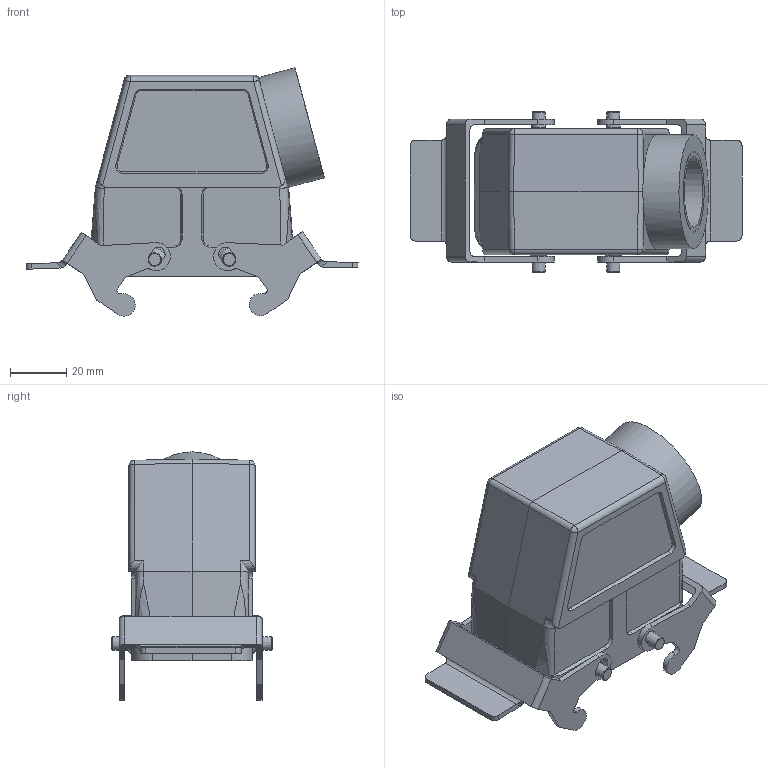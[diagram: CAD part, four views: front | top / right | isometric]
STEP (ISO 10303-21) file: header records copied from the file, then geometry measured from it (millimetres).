
FILE_DESCRIPTION((''),'2;1');
FILE_NAME('04300100565.stp','2020-07-07T14:53:52',('e.eickhoff'),(''),'Autodesk Inventor 2012','Autodesk Inventor 2012','');
FILE_SCHEMA(('AUTOMOTIVE_DESIGN { 1 0 10303 214 1 1 1 1 }'));
Length unit declared in the file: millimetre
Products named in the file (4): 04300100565; Metallbügel Quer; M25-PG21 Adapter
Assembly tree (4 placements, depth 2):
  04300100565
    04300100565
    Metallbügel Quer  x2
    M25-PG21 Adapter
Bounding box: 118.52 x 57.2 x 88.61 mm (x, y, z)
Volume: 78655.2 mm3; surface area: 48362.8 mm2
Topology: 4 solids, 4 shells, 393 faces, 1041 edges, 678 vertices
Faces by surface type: plane 226, cylinder 96, cone 42, bspline 19, sphere 10
Full cylindrical faces by diameter (mm): 3 x4, 24 x1, 25.5 x1, 28.3 x1, 29 x1, 40.6 x1
Entity records: 12156 total; most frequent: CARTESIAN_POINT 3671, ORIENTED_EDGE 1726, DIRECTION 1659, EDGE_CURVE 863, VERTEX_POINT 574, AXIS2_PLACEMENT_3D 555, VECTOR 549, LINE 549
